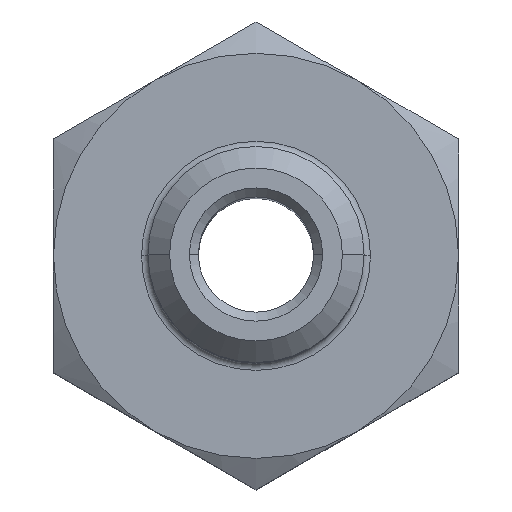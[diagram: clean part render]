
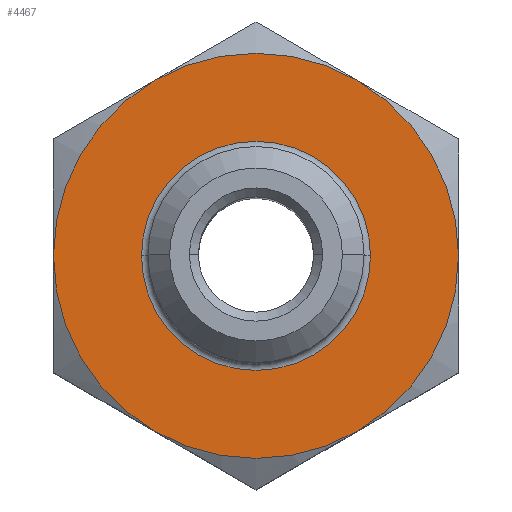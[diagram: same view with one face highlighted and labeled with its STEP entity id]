
A CAD part, top view. The second image highlights one B-rep face of the part: STEP entity #4467.
In plain terms, the highlighted planar face has unit normal (0, 0, 1).
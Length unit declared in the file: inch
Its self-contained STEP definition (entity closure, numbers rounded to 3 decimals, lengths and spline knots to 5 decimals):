
#36 = CIRCLE ( 'NONE', #1616, 0.28125 ) ;
#39 = CARTESIAN_POINT ( 'NONE',  ( 0., 0., 0. ) ) ;
#130 = CARTESIAN_POINT ( 'NONE',  ( 0., 0., 0. ) ) ;
#152 = CARTESIAN_POINT ( 'NONE',  ( 0., 0., 0. ) ) ;
#207 = VERTEX_POINT ( 'NONE', #5060 ) ;
#239 = AXIS2_PLACEMENT_3D ( 'NONE', #4918, #527, #3655 ) ;
#292 = VERTEX_POINT ( 'NONE', #3399 ) ;
#397 = AXIS2_PLACEMENT_3D ( 'NONE', #796, #7804, #7143 ) ;
#429 = DIRECTION ( 'NONE',  ( 1., 0., 0. ) ) ;
#457 = ORIENTED_EDGE ( 'NONE', *, *, #7073, .T. ) ;
#488 = EDGE_CURVE ( 'NONE', #207, #5345, #6387, .T. ) ;
#527 = DIRECTION ( 'NONE',  ( 0., 0., -1. ) ) ;
#581 = EDGE_CURVE ( 'NONE', #3351, #873, #1838, .T. ) ;
#649 = CARTESIAN_POINT ( 'NONE',  ( 0., 0.32476, 0. ) ) ;
#795 = ORIENTED_EDGE ( 'NONE', *, *, #4676, .T. ) ;
#796 = CARTESIAN_POINT ( 'NONE',  ( 0., 0., 0. ) ) ;
#873 = VERTEX_POINT ( 'NONE', #4087 ) ;
#974 = DIRECTION ( 'NONE',  ( 1., 0., 0. ) ) ;
#1242 = FACE_OUTER_BOUND ( 'NONE', #2162, .T. ) ;
#1447 = FACE_BOUND ( 'NONE', #5356, .T. ) ;
#1560 = AXIS2_PLACEMENT_3D ( 'NONE', #39, #6942, #6993 ) ;
#1616 = AXIS2_PLACEMENT_3D ( 'NONE', #7242, #4761, #974 ) ;
#1832 = CIRCLE ( 'NONE', #2416, 0.28125 ) ;
#1838 = CIRCLE ( 'NONE', #4778, 0.28125 ) ;
#1910 = DIRECTION ( 'NONE',  ( 0., 0., -1. ) ) ;
#1940 = DIRECTION ( 'NONE',  ( -1., 0., 0. ) ) ;
#2035 = VERTEX_POINT ( 'NONE', #4202 ) ;
#2162 = EDGE_LOOP ( 'NONE', ( #795, #6137, #6151, #6945, #457, #8114 ) ) ;
#2416 = AXIS2_PLACEMENT_3D ( 'NONE', #152, #3338, #7166 ) ;
#2984 = DIRECTION ( 'NONE',  ( 1., 0., 0. ) ) ;
#3029 = CIRCLE ( 'NONE', #4640, 0.15906 ) ;
#3137 = CARTESIAN_POINT ( 'NONE',  ( 0.15906, 0., 0. ) ) ;
#3194 = AXIS2_PLACEMENT_3D ( 'NONE', #5432, #4216, #429 ) ;
#3285 = DIRECTION ( 'NONE',  ( 0., 0., -1. ) ) ;
#3338 = DIRECTION ( 'NONE',  ( 0., 0., 1. ) ) ;
#3351 = VERTEX_POINT ( 'NONE', #3551 ) ;
#3399 = CARTESIAN_POINT ( 'NONE',  ( -0.28125, 0., 0. ) ) ;
#3551 = CARTESIAN_POINT ( 'NONE',  ( 0.14062, 0.24357, 0. ) ) ;
#3655 = DIRECTION ( 'NONE',  ( 1., 0., 0. ) ) ;
#3808 = CIRCLE ( 'NONE', #1560, 0.28125 ) ;
#3944 = AXIS2_PLACEMENT_3D ( 'NONE', #649, #1910, #1940 ) ;
#4088 = EDGE_CURVE ( 'NONE', #2035, #5339, #5298, .T. ) ;
#4087 = CARTESIAN_POINT ( 'NONE',  ( -0.14062, 0.24357, 0. ) ) ;
#4135 = EDGE_CURVE ( 'NONE', #292, #4515, #3808, .T. ) ;
#4202 = CARTESIAN_POINT ( 'NONE',  ( -0.15906, 0., 0. ) ) ;
#4216 = DIRECTION ( 'NONE',  ( 0., 0., 1. ) ) ;
#4467 = ADVANCED_FACE ( 'NONE', ( #1447, #1242 ), #5064, .F. ) ;
#4515 = VERTEX_POINT ( 'NONE', #5091 ) ;
#4640 = AXIS2_PLACEMENT_3D ( 'NONE', #130, #3285, #5832 ) ;
#4676 = EDGE_CURVE ( 'NONE', #873, #292, #1832, .T. ) ;
#4736 = ORIENTED_EDGE ( 'NONE', *, *, #4088, .T. ) ;
#4761 = DIRECTION ( 'NONE',  ( 0., 0., 1. ) ) ;
#4778 = AXIS2_PLACEMENT_3D ( 'NONE', #7447, #6777, #2984 ) ;
#4918 = CARTESIAN_POINT ( 'NONE',  ( 0., 0., 0. ) ) ;
#4981 = CARTESIAN_POINT ( 'NONE',  ( 0.28125, 0., 0. ) ) ;
#5060 = CARTESIAN_POINT ( 'NONE',  ( 0.14063, -0.24357, 0. ) ) ;
#5064 = PLANE ( 'NONE',  #3944 ) ;
#5091 = CARTESIAN_POINT ( 'NONE',  ( -0.14062, -0.24357, 0. ) ) ;
#5298 = CIRCLE ( 'NONE', #239, 0.15906 ) ;
#5339 = VERTEX_POINT ( 'NONE', #3137 ) ;
#5345 = VERTEX_POINT ( 'NONE', #4981 ) ;
#5356 = EDGE_LOOP ( 'NONE', ( #7406, #4736 ) ) ;
#5432 = CARTESIAN_POINT ( 'NONE',  ( 0., 0., 0. ) ) ;
#5832 = DIRECTION ( 'NONE',  ( 1., 0., 0. ) ) ;
#5987 = CIRCLE ( 'NONE', #397, 0.28125 ) ;
#6137 = ORIENTED_EDGE ( 'NONE', *, *, #4135, .T. ) ;
#6151 = ORIENTED_EDGE ( 'NONE', *, *, #6355, .T. ) ;
#6253 = EDGE_CURVE ( 'NONE', #5339, #2035, #3029, .T. ) ;
#6355 = EDGE_CURVE ( 'NONE', #4515, #207, #5987, .T. ) ;
#6387 = CIRCLE ( 'NONE', #3194, 0.28125 ) ;
#6777 = DIRECTION ( 'NONE',  ( 0., 0., 1. ) ) ;
#6942 = DIRECTION ( 'NONE',  ( 0., 0., 1. ) ) ;
#6945 = ORIENTED_EDGE ( 'NONE', *, *, #488, .T. ) ;
#6993 = DIRECTION ( 'NONE',  ( 1., 0., 0. ) ) ;
#7073 = EDGE_CURVE ( 'NONE', #5345, #3351, #36, .T. ) ;
#7143 = DIRECTION ( 'NONE',  ( 1., 0., 0. ) ) ;
#7166 = DIRECTION ( 'NONE',  ( 1., 0., 0. ) ) ;
#7242 = CARTESIAN_POINT ( 'NONE',  ( 0., 0., 0. ) ) ;
#7406 = ORIENTED_EDGE ( 'NONE', *, *, #6253, .T. ) ;
#7447 = CARTESIAN_POINT ( 'NONE',  ( 0., 0., 0. ) ) ;
#7804 = DIRECTION ( 'NONE',  ( 0., 0., 1. ) ) ;
#8114 = ORIENTED_EDGE ( 'NONE', *, *, #581, .T. ) ;
